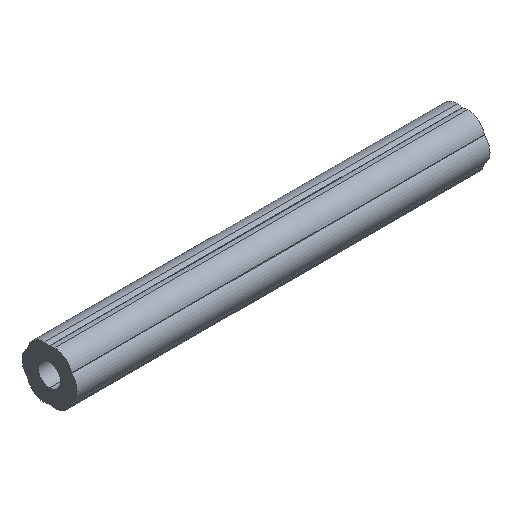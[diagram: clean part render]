
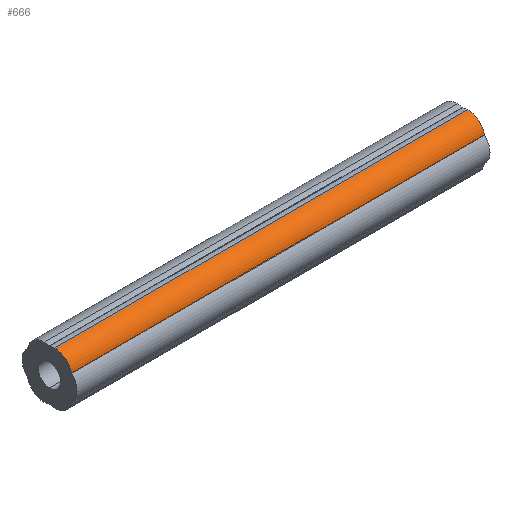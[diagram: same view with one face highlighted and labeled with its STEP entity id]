
A CAD part, isometric view. The second image highlights one B-rep face of the part: STEP entity #666.
In plain terms, the highlighted cylindrical face has radius 12.5 mm (diameter 25 mm), a partial arc.
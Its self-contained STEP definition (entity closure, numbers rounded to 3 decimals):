
#35 = ORIENTED_EDGE ( 'NONE', *, *, #109, .T. ) ;
#42 = ORIENTED_EDGE ( 'NONE', *, *, #700, .F. ) ;
#103 = CIRCLE ( 'NONE', #192, 12.5 ) ;
#109 = EDGE_CURVE ( 'NONE', #400, #612, #123, .T. ) ;
#123 = CIRCLE ( 'NONE', #184, 12.5 ) ;
#142 = ORIENTED_EDGE ( 'NONE', *, *, #687, .F. ) ;
#160 = ORIENTED_EDGE ( 'NONE', *, *, #681, .T. ) ;
#184 = AXIS2_PLACEMENT_3D ( 'NONE', #566, #620, #534 ) ;
#192 = AXIS2_PLACEMENT_3D ( 'NONE', #385, #381, #633 ) ;
#209 = VECTOR ( 'NONE', #411, 1000. ) ;
#239 = AXIS2_PLACEMENT_3D ( 'NONE', #557, #363, #576 ) ;
#245 = VECTOR ( 'NONE', #444, 1000. ) ;
#266 = CYLINDRICAL_SURFACE ( 'NONE', #239, 12.5 ) ;
#292 = FACE_OUTER_BOUND ( 'NONE', #491, .T. ) ;
#342 = VERTEX_POINT ( 'NONE', #440 ) ;
#363 = DIRECTION ( 'NONE',  ( -1., 0., 0. ) ) ;
#381 = DIRECTION ( 'NONE',  ( 1., 0., 0. ) ) ;
#385 = CARTESIAN_POINT ( 'NONE',  ( 150., -3.75, 6.495 ) ) ;
#400 = VERTEX_POINT ( 'NONE', #425 ) ;
#411 = DIRECTION ( 'NONE',  ( -1., 0., 0. ) ) ;
#419 = CARTESIAN_POINT ( 'NONE',  ( 150., -3.75, 18.995 ) ) ;
#420 = LINE ( 'NONE', #580, #209 ) ;
#421 = CARTESIAN_POINT ( 'NONE',  ( 150., -3.75, 18.995 ) ) ;
#425 = CARTESIAN_POINT ( 'NONE',  ( -150., -3.75, 18.995 ) ) ;
#440 = CARTESIAN_POINT ( 'NONE',  ( 150., -15.918, 9.357 ) ) ;
#444 = DIRECTION ( 'NONE',  ( -1., 0., 0. ) ) ;
#467 = CARTESIAN_POINT ( 'NONE',  ( -150., -15.918, 9.357 ) ) ;
#483 = LINE ( 'NONE', #421, #245 ) ;
#491 = EDGE_LOOP ( 'NONE', ( #142, #160, #35, #42 ) ) ;
#534 = DIRECTION ( 'NONE',  ( 0., 0., -1. ) ) ;
#557 = CARTESIAN_POINT ( 'NONE',  ( 150., -3.75, 6.495 ) ) ;
#566 = CARTESIAN_POINT ( 'NONE',  ( -150., -3.75, 6.495 ) ) ;
#576 = DIRECTION ( 'NONE',  ( 0., 0., 1. ) ) ;
#580 = CARTESIAN_POINT ( 'NONE',  ( 150., -15.918, 9.357 ) ) ;
#612 = VERTEX_POINT ( 'NONE', #467 ) ;
#616 = VERTEX_POINT ( 'NONE', #419 ) ;
#620 = DIRECTION ( 'NONE',  ( 1., 0., 0. ) ) ;
#633 = DIRECTION ( 'NONE',  ( 0., 0., -1. ) ) ;
#666 = ADVANCED_FACE ( 'NONE', ( #292 ), #266, .T. ) ;
#681 = EDGE_CURVE ( 'NONE', #616, #400, #483, .T. ) ;
#687 = EDGE_CURVE ( 'NONE', #616, #342, #103, .T. ) ;
#700 = EDGE_CURVE ( 'NONE', #342, #612, #420, .T. ) ;
